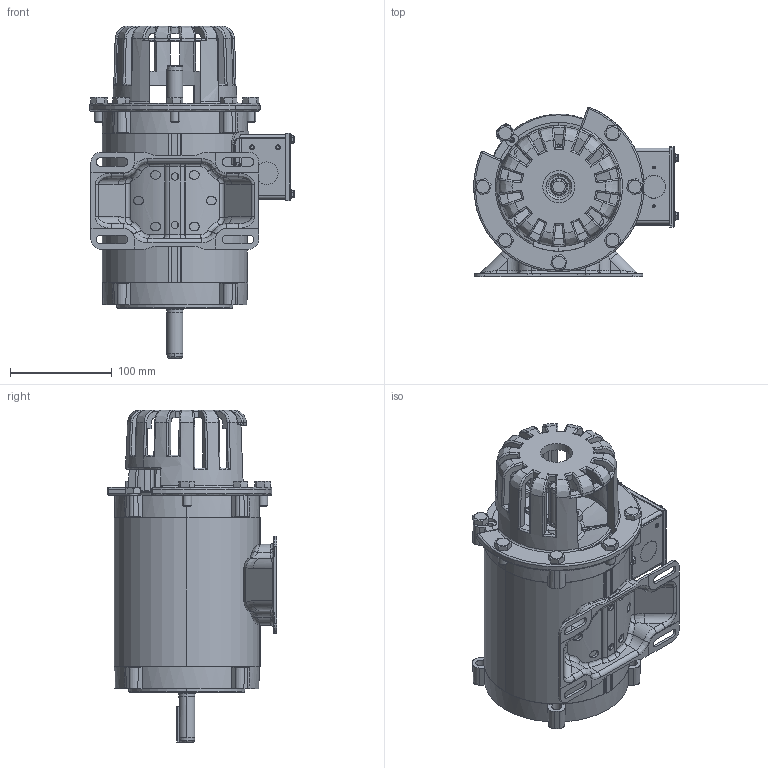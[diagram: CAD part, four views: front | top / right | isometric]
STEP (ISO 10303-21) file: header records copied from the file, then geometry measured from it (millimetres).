
FILE_DESCRIPTION (( 'STEP AP214' ), '1' );
FILE_NAME ('Y592-A772.STEP', '2022-01-13T16:40:36', ( '' ), ( '' ), 'SwSTEP 2.0', 'SolidWorks 2017', '' );
FILE_SCHEMA (( 'AUTOMOTIVE_DESIGN' ));
Length unit declared in the file: inch
Products named in the file (1): Y592-A772
Bounding box: 200.97 x 166.69 x 326.64 mm (x, y, z)
Volume: 737728.1 mm3; surface area: 472605.3 mm2
Topology: 26 solids, 26 shells, 2724 faces, 6969 edges, 4313 vertices
Faces by surface type: plane 951, bspline 725, cylinder 650, cone 398
Entity records: 116150 total; most frequent: CARTESIAN_POINT 55201, ORIENTED_EDGE 13868, DIRECTION 11205, EDGE_CURVE 6934, VERTEX_POINT 4313, AXIS2_PLACEMENT_3D 4307, EDGE_LOOP 2923, ADVANCED_FACE 2724
